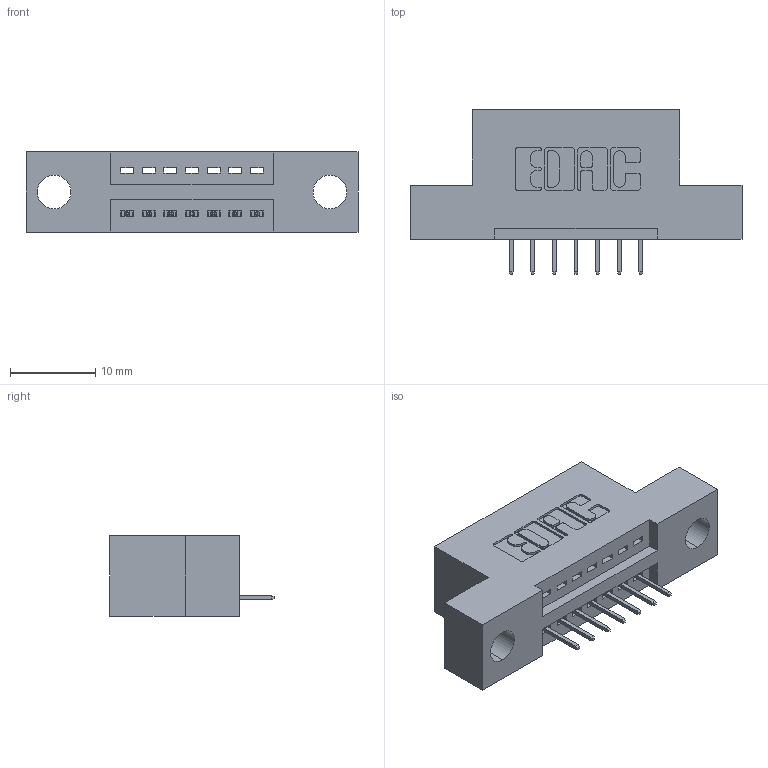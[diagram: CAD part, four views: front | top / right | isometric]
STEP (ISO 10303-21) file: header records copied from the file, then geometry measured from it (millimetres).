
FILE_DESCRIPTION (( 'STEP AP203' ), '1' );
FILE_NAME ('395-007-524-104.STEP', '2021-05-31T14:10:01', ( '' ), ( '' ), 'SwSTEP 2.0', 'SolidWorks 2020', '' );
FILE_SCHEMA (( 'CONFIG_CONTROL_DESIGN' ));
Length unit declared in the file: inch
Products named in the file (3): 345 Part_Flush Mounting Lugs - 0.156 Dia-TI; 395-007-524-104; 345-292-001_345-293-124
Assembly tree (8 placements, depth 2):
  395-007-524-104
    345 Part_Flush Mounting Lugs - 0.156 Dia-TI
    345-292-001_345-293-124  x7
Bounding box: 38.99 x 19.35 x 9.4 mm (x, y, z)
Volume: 3282.9 mm3; surface area: 3641.1 mm2
Topology: 8 solids, 8 shells, 574 faces, 1637 edges, 1062 vertices
Faces by surface type: plane 416, cylinder 158
Entity records: 10473 total; most frequent: CARTESIAN_POINT 1823, ORIENTED_EDGE 1762, DIRECTION 1643, EDGE_CURVE 881, VECTOR 725, LINE 725, VERTEX_POINT 582, AXIS2_PLACEMENT_3D 459
